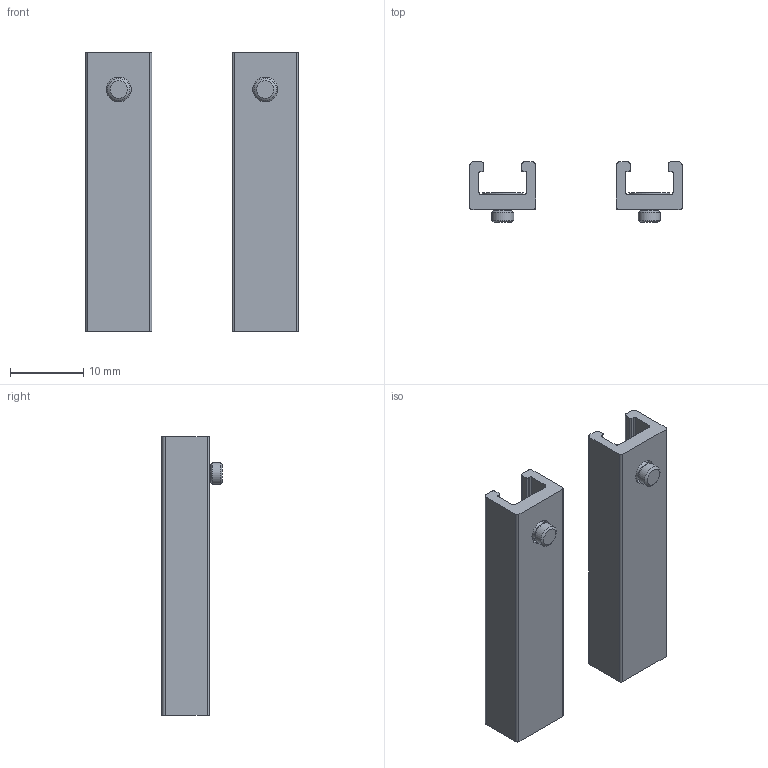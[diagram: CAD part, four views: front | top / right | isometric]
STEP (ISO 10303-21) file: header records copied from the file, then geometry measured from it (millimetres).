
FILE_DESCRIPTION(/* description */ ('STEP AP214'),/* implementation_level */ '2;1');
FILE_NAME(/* name */ '552088_SL-DSM-63-B',/* time_stamp */ '2024-09-11T10:00:57+02:00',/* author */ ('License CC BY-ND 4.0'),/* organization */ ('CADENAS'),/* preprocessor_version */ 'ST-DEVELOPER v19.3',/* originating_system */ 'PARTsolutions',/* authorisation */ ' ');
FILE_SCHEMA (('AUTOMOTIVE_DESIGN {1 0 10303 214 3 1 1}'));
Length unit declared in the file: millimetre
Products named in the file (3): 552088 SL-DSM-63-B; 552088 SL-DSM-63-B_H; DIN 965 M3x4
Assembly tree (4 placements, depth 2):
  552088 SL-DSM-63-B
    552088 SL-DSM-63-B_H  x2
    DIN 965 M3x4  x2
Bounding box: 29 x 8.25 x 38 mm (x, y, z)
Volume: 2321.8 mm3; surface area: 3429.6 mm2
Topology: 4 solids, 4 shells, 106 faces, 280 edges, 182 vertices
Faces by surface type: plane 64, cylinder 32, cone 8, torus 2
Full cylindrical faces by diameter (mm): 2.161 x2, 3 x2, 5.6 x2, 6 x2
Entity records: 1679 total; most frequent: CARTESIAN_POINT 286, DIRECTION 280, ORIENTED_EDGE 260, EDGE_CURVE 130, AXIS2_PLACEMENT_3D 94, LINE 92, VECTOR 92, VERTEX_POINT 90
